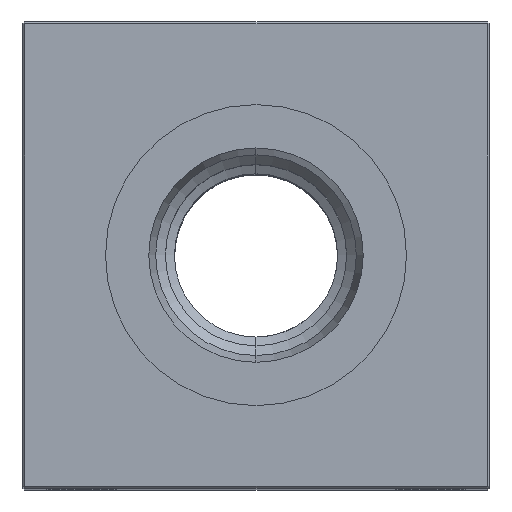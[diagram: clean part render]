
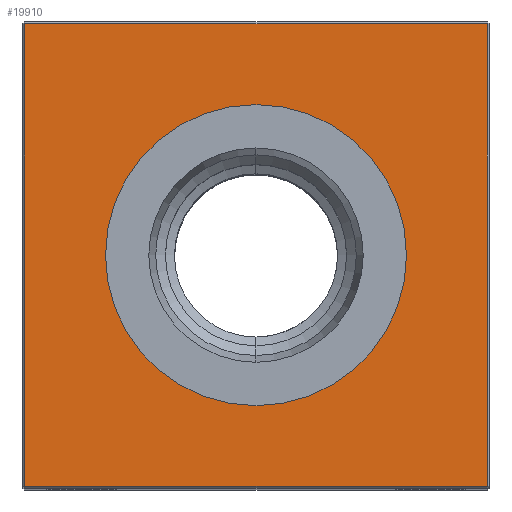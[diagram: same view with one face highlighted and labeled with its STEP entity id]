
A CAD part, top view. The second image highlights one B-rep face of the part: STEP entity #19910.
In plain terms, the highlighted planar face has unit normal (0, 0, 1).
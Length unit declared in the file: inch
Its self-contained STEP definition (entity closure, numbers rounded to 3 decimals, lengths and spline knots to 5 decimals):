
#408 = VERTEX_POINT ( 'NONE', #4413 ) ;
#796 = LINE ( 'NONE', #9055, #7199 ) ;
#902 = PLANE ( 'NONE',  #17498 ) ;
#1121 = EDGE_CURVE ( 'NONE', #8834, #408, #6696, .T. ) ;
#1286 = DIRECTION ( 'NONE',  ( 0., 0., -1. ) ) ;
#2276 = EDGE_LOOP ( 'NONE', ( #25460, #23384, #4809, #21236 ) ) ;
#2746 = CARTESIAN_POINT ( 'NONE',  ( 1.24, 0., 5.5 ) ) ;
#2907 = CARTESIAN_POINT ( 'NONE',  ( 0., 0., 5.5 ) ) ;
#3460 = VERTEX_POINT ( 'NONE', #14125 ) ;
#3838 = CARTESIAN_POINT ( 'NONE',  ( -1.24, -1.24, 5.5 ) ) ;
#4413 = CARTESIAN_POINT ( 'NONE',  ( 1.24, 1.24, 5.5 ) ) ;
#4577 = DIRECTION ( 'NONE',  ( 1., 0., 0. ) ) ;
#4809 = ORIENTED_EDGE ( 'NONE', *, *, #1121, .T. ) ;
#5205 = CARTESIAN_POINT ( 'NONE',  ( 0., 0., 5.5 ) ) ;
#6270 = AXIS2_PLACEMENT_3D ( 'NONE', #5205, #23765, #21204 ) ;
#6696 = LINE ( 'NONE', #2746, #24768 ) ;
#7199 = VECTOR ( 'NONE', #17306, 39.37008 ) ;
#7797 = DIRECTION ( 'NONE',  ( -1., 0., 0. ) ) ;
#8834 = VERTEX_POINT ( 'NONE', #22503 ) ;
#9055 = CARTESIAN_POINT ( 'NONE',  ( 0., 1.24, 5.5 ) ) ;
#9164 = CARTESIAN_POINT ( 'NONE',  ( 0., 0., 5.5 ) ) ;
#9309 = EDGE_CURVE ( 'NONE', #408, #3460, #796, .T. ) ;
#10168 = AXIS2_PLACEMENT_3D ( 'NONE', #2907, #1286, #11572 ) ;
#10704 = EDGE_CURVE ( 'NONE', #26663, #17721, #24443, .T. ) ;
#11182 = FACE_OUTER_BOUND ( 'NONE', #2276, .T. ) ;
#11250 = EDGE_CURVE ( 'NONE', #17721, #26663, #21428, .T. ) ;
#11572 = DIRECTION ( 'NONE',  ( -1., 0., 0. ) ) ;
#11942 = DIRECTION ( 'NONE',  ( 0., -1., 0. ) ) ;
#12766 = VECTOR ( 'NONE', #11942, 39.37008 ) ;
#12778 = DIRECTION ( 'NONE',  ( 0., 1., 0. ) ) ;
#13196 = ORIENTED_EDGE ( 'NONE', *, *, #10704, .T. ) ;
#14125 = CARTESIAN_POINT ( 'NONE',  ( -1.24, 1.24, 5.5 ) ) ;
#14795 = VERTEX_POINT ( 'NONE', #3838 ) ;
#15745 = EDGE_LOOP ( 'NONE', ( #20951, #13196 ) ) ;
#16481 = CARTESIAN_POINT ( 'NONE',  ( 0., -0.80709, 5.5 ) ) ;
#17083 = VECTOR ( 'NONE', #4577, 39.37008 ) ;
#17306 = DIRECTION ( 'NONE',  ( -1., 0., 0. ) ) ;
#17498 = AXIS2_PLACEMENT_3D ( 'NONE', #9164, #25680, #7797 ) ;
#17721 = VERTEX_POINT ( 'NONE', #18124 ) ;
#18006 = EDGE_CURVE ( 'NONE', #14795, #8834, #26649, .T. ) ;
#18124 = CARTESIAN_POINT ( 'NONE',  ( 0., 0.80709, 5.5 ) ) ;
#19448 = FACE_BOUND ( 'NONE', #15745, .T. ) ;
#19910 = ADVANCED_FACE ( 'NONE', ( #11182, #19448 ), #902, .F. ) ;
#20951 = ORIENTED_EDGE ( 'NONE', *, *, #11250, .T. ) ;
#21200 = EDGE_CURVE ( 'NONE', #3460, #14795, #22504, .T. ) ;
#21204 = DIRECTION ( 'NONE',  ( -1., 0., 0. ) ) ;
#21236 = ORIENTED_EDGE ( 'NONE', *, *, #9309, .T. ) ;
#21428 = CIRCLE ( 'NONE', #6270, 0.80709 ) ;
#22238 = CARTESIAN_POINT ( 'NONE',  ( -1.24, 0., 5.5 ) ) ;
#22503 = CARTESIAN_POINT ( 'NONE',  ( 1.24, -1.24, 5.5 ) ) ;
#22504 = LINE ( 'NONE', #22238, #12766 ) ;
#23384 = ORIENTED_EDGE ( 'NONE', *, *, #18006, .T. ) ;
#23403 = CARTESIAN_POINT ( 'NONE',  ( 0., -1.24, 5.5 ) ) ;
#23765 = DIRECTION ( 'NONE',  ( 0., 0., -1. ) ) ;
#24443 = CIRCLE ( 'NONE', #10168, 0.80709 ) ;
#24768 = VECTOR ( 'NONE', #12778, 39.37008 ) ;
#25460 = ORIENTED_EDGE ( 'NONE', *, *, #21200, .T. ) ;
#25680 = DIRECTION ( 'NONE',  ( 0., 0., -1. ) ) ;
#26649 = LINE ( 'NONE', #23403, #17083 ) ;
#26663 = VERTEX_POINT ( 'NONE', #16481 ) ;
